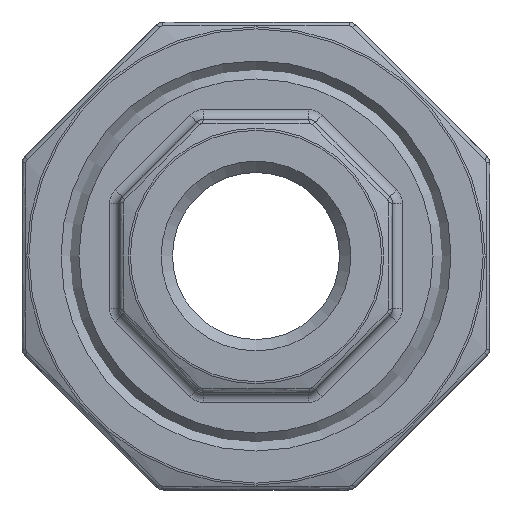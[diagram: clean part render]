
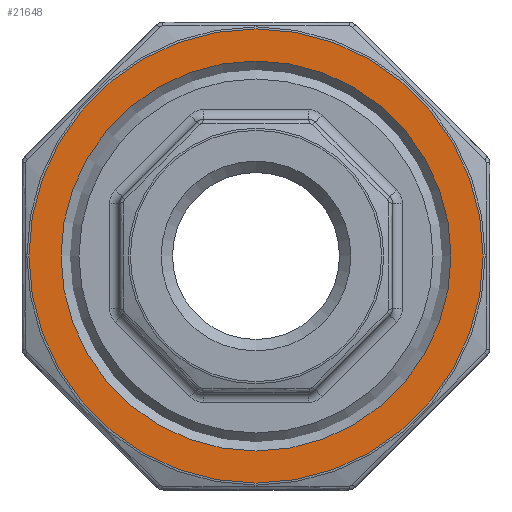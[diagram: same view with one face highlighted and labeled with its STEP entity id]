
A CAD part, left-side view. The second image highlights one B-rep face of the part: STEP entity #21648.
In plain terms, the highlighted planar face has unit normal (-1, 0, 0).
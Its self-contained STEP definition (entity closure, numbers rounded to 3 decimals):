
#569 = DIRECTION ( 'NONE',  ( 1., 0., 0. ) ) ;
#1026 = FACE_BOUND ( 'NONE', #16407, .T. ) ;
#1523 = CIRCLE ( 'NONE', #8595, 10. ) ;
#1999 = EDGE_LOOP ( 'NONE', ( #16359 ) ) ;
#2473 = DIRECTION ( 'NONE',  ( 0., 0., 1. ) ) ;
#2869 = VERTEX_POINT ( 'NONE', #20009 ) ;
#3578 = AXIS2_PLACEMENT_3D ( 'NONE', #7442, #10716, #2473 ) ;
#3956 = DIRECTION ( 'NONE',  ( -1., 0., 0. ) ) ;
#4472 = EDGE_CURVE ( 'NONE', #16408, #16408, #12024, .T. ) ;
#5073 = CARTESIAN_POINT ( 'NONE',  ( -8., 0., 0. ) ) ;
#5150 = ORIENTED_EDGE ( 'NONE', *, *, #8055, .T. ) ;
#5614 = CARTESIAN_POINT ( 'NONE',  ( -8., 19.19, 0. ) ) ;
#7442 = CARTESIAN_POINT ( 'NONE',  ( -8., 0., 0. ) ) ;
#8055 = EDGE_CURVE ( 'NONE', #2869, #2869, #1523, .T. ) ;
#8595 = AXIS2_PLACEMENT_3D ( 'NONE', #5073, #569, #13977 ) ;
#9381 = DIRECTION ( 'NONE',  ( 0., 0., 1. ) ) ;
#10716 = DIRECTION ( 'NONE',  ( -1., 0., 0. ) ) ;
#12024 = CIRCLE ( 'NONE', #3578, 11.647 ) ;
#13977 = DIRECTION ( 'NONE',  ( 0., 0., -1. ) ) ;
#14016 = AXIS2_PLACEMENT_3D ( 'NONE', #5614, #3956, #9381 ) ;
#14559 = PLANE ( 'NONE',  #14016 ) ;
#16359 = ORIENTED_EDGE ( 'NONE', *, *, #4472, .T. ) ;
#16407 = EDGE_LOOP ( 'NONE', ( #5150 ) ) ;
#16408 = VERTEX_POINT ( 'NONE', #18247 ) ;
#18247 = CARTESIAN_POINT ( 'NONE',  ( -8., 0., 11.647 ) ) ;
#19367 = FACE_OUTER_BOUND ( 'NONE', #1999, .T. ) ;
#20009 = CARTESIAN_POINT ( 'NONE',  ( -8., 0., -10. ) ) ;
#21648 = ADVANCED_FACE ( 'NONE', ( #19367, #1026 ), #14559, .T. ) ;
